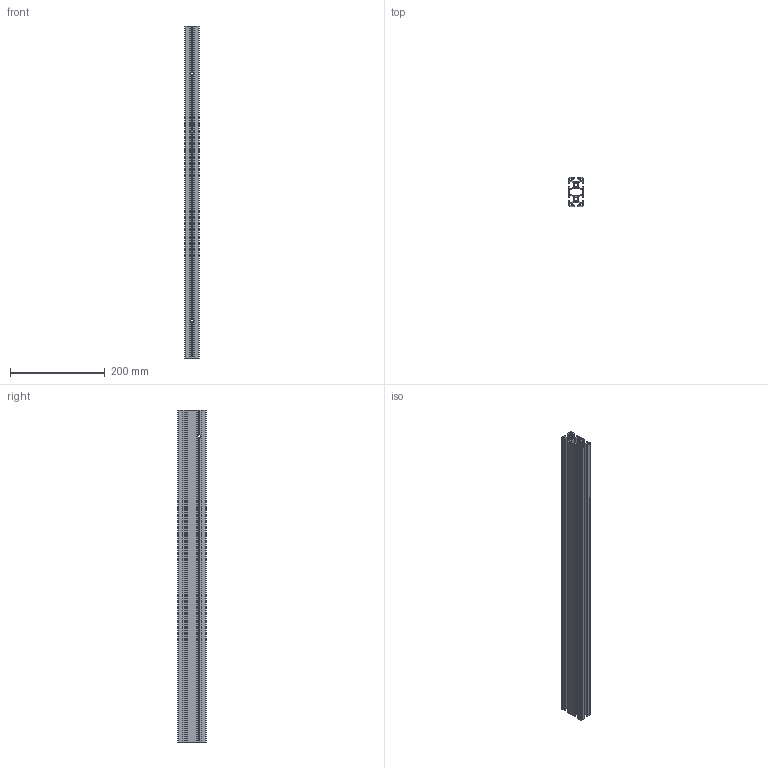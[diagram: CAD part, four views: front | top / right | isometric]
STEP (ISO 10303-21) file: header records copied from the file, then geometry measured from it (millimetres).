
FILE_DESCRIPTION (( 'STEP AP214' ), '1' );
FILE_NAME ('30x60 - 700 Bottom Side.step', '2019-11-11T12:23:46', ( '' ), ( '' ), 'SwSTEP 2.0', 'SolidWorks 2019', '' );
FILE_SCHEMA (( 'AUTOMOTIVE_DESIGN' ));
Length unit declared in the file: millimetre
Products named in the file (1): 30x60 - 700 Bottom Side
Bounding box: 30 x 60 x 700 mm (x, y, z)
Volume: 384787.9 mm3; surface area: 393865.1 mm2
Topology: 1 solids, 1 shells, 344 faces, 1070 edges, 712 vertices
Faces by surface type: cylinder 180, plane 164
Entity records: 12288 total; most frequent: CARTESIAN_POINT 2627, ORIENTED_EDGE 2140, DIRECTION 1956, EDGE_CURVE 1070, VERTEX_POINT 712, VECTOR 658, LINE 658, AXIS2_PLACEMENT_3D 649
